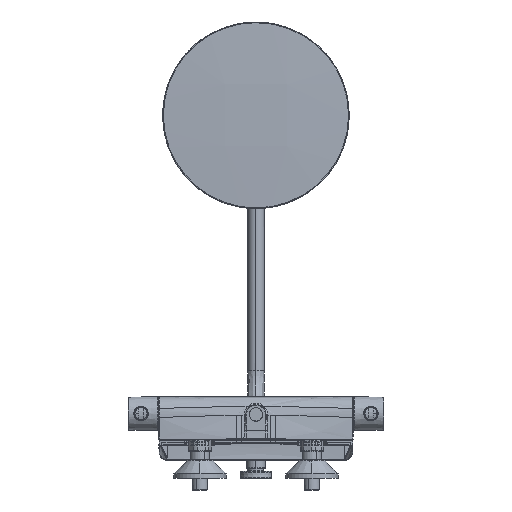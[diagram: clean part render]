
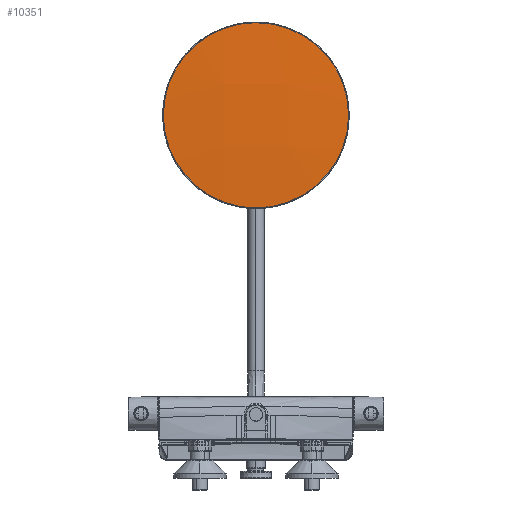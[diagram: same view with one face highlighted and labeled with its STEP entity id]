
A CAD part, front view. The second image highlights one B-rep face of the part: STEP entity #10351.
In plain terms, the highlighted free-form (B-spline) face has degree [3, 3] with [4, 4] control points.
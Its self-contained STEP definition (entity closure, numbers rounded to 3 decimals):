
#1653 = DIRECTION ( 'NONE',  ( 0., -1., 0.017 ) ) ;
#2531 = CIRCLE ( 'NONE', #45438, 124.039 ) ;
#4961 = CARTESIAN_POINT ( 'NONE',  ( 126.279, 84.491, 518.901 ) ) ;
#5156 = CARTESIAN_POINT ( 'NONE',  ( 42.375, 81.545, 350.591 ) ) ;
#10351 = ADVANCED_FACE ( 'NONE', ( #24259 ), #14023, .T. ) ;
#10629 = CARTESIAN_POINT ( 'NONE',  ( -41.627, 81.533, 350.59 ) ) ;
#13585 = CARTESIAN_POINT ( 'NONE',  ( 126.279, 85.614, 350.716 ) ) ;
#14023 =( BOUNDED_SURFACE ( )  B_SPLINE_SURFACE ( 3, 3, ( 
 ( #26364, #4961, #39334, #13585 ),
 ( #30905, #35609, #39697, #5156 ),
 ( #35976, #40075, #23364, #10629 ),
 ( #27878, #32217, #23552, #40274 ) ),
 .UNSPECIFIED., .F., .F., .F. ) 
 B_SPLINE_SURFACE_WITH_KNOTS ( ( 4, 4 ),
 ( 4, 4 ),
 ( 0., 1. ),
 ( 0., 1. ),
 .UNSPECIFIED. ) 
 GEOMETRIC_REPRESENTATION_ITEM ( )  RATIONAL_B_SPLINE_SURFACE ( (
 ( 1., 0.999, 0.999, 1.),
 ( 0.999, 0.998, 0.998, 0.999),
 ( 0.999, 0.998, 0.998, 0.999),
 ( 1., 0.999, 0.999, 1.) ) ) 
 REPRESENTATION_ITEM ( '' )  SURFACE ( )  );
#14302 = DIRECTION ( 'NONE',  ( -1., 0., 0. ) ) ;
#23364 = CARTESIAN_POINT ( 'NONE',  ( -41.627, 78.929, 434.801 ) ) ;
#23552 = CARTESIAN_POINT ( 'NONE',  ( -125.531, 82.978, 434.795 ) ) ;
#24259 = FACE_OUTER_BOUND ( 'NONE', #53032, .T. ) ;
#26364 = CARTESIAN_POINT ( 'NONE',  ( 126.279, 90.041, 602.836 ) ) ;
#27878 = CARTESIAN_POINT ( 'NONE',  ( -125.531, 90.005, 602.838 ) ) ;
#30905 = CARTESIAN_POINT ( 'NONE',  ( 42.375, 85.979, 603.105 ) ) ;
#31526 = EDGE_CURVE ( 'NONE', #45679, #36901, #2531, .T. ) ;
#32217 = CARTESIAN_POINT ( 'NONE',  ( -125.531, 84.455, 518.902 ) ) ;
#35609 = CARTESIAN_POINT ( 'NONE',  ( 42.375, 80.421, 519.038 ) ) ;
#35661 = CARTESIAN_POINT ( 'NONE',  ( 0., 84.66, 476.565 ) ) ;
#35976 = CARTESIAN_POINT ( 'NONE',  ( -41.627, 85.966, 603.105 ) ) ;
#36901 = VERTEX_POINT ( 'NONE', #52811 ) ;
#38591 = EDGE_CURVE ( 'NONE', #36901, #45679, #48050, .T. ) ;
#38749 = AXIS2_PLACEMENT_3D ( 'NONE', #53383, #49086, #14302 ) ;
#39334 = CARTESIAN_POINT ( 'NONE',  ( 126.279, 83.015, 434.795 ) ) ;
#39697 = CARTESIAN_POINT ( 'NONE',  ( 42.375, 78.942, 434.801 ) ) ;
#40075 = CARTESIAN_POINT ( 'NONE',  ( -41.627, 80.408, 519.038 ) ) ;
#40274 = CARTESIAN_POINT ( 'NONE',  ( -125.531, 85.578, 350.715 ) ) ;
#40670 = ORIENTED_EDGE ( 'NONE', *, *, #38591, .T. ) ;
#44260 = DIRECTION ( 'NONE',  ( -1., 0., 0. ) ) ;
#45438 = AXIS2_PLACEMENT_3D ( 'NONE', #35661, #1653, #44260 ) ;
#45679 = VERTEX_POINT ( 'NONE', #53835 ) ;
#48050 = CIRCLE ( 'NONE', #38749, 124.039 ) ;
#49086 = DIRECTION ( 'NONE',  ( 0., -1., 0.017 ) ) ;
#49390 = ORIENTED_EDGE ( 'NONE', *, *, #31526, .T. ) ;
#52811 = CARTESIAN_POINT ( 'NONE',  ( -124.039, 84.66, 476.565 ) ) ;
#53032 = EDGE_LOOP ( 'NONE', ( #40670, #49390 ) ) ;
#53383 = CARTESIAN_POINT ( 'NONE',  ( 0., 84.66, 476.565 ) ) ;
#53835 = CARTESIAN_POINT ( 'NONE',  ( 124.039, 84.66, 476.565 ) ) ;
